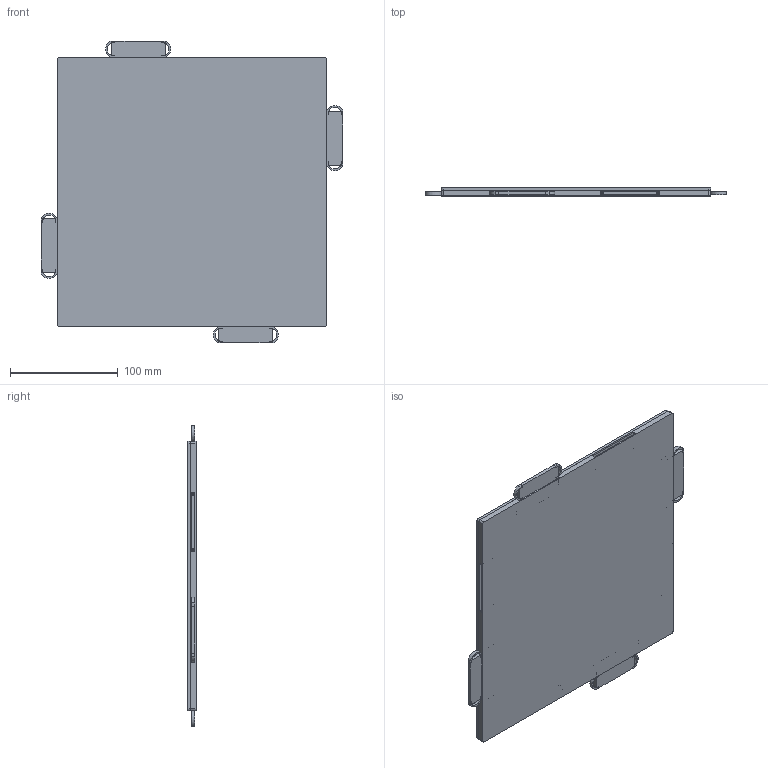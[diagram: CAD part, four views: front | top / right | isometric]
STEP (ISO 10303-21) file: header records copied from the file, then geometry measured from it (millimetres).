
FILE_DESCRIPTION (( 'STEP AP214' ), '1' );
FILE_NAME ('panel_v3.1.STEP', '2021-03-09T22:04:42', ( '' ), ( '' ), 'SwSTEP 2.0', 'SolidWorks 2019', '' );
FILE_SCHEMA (( 'AUTOMOTIVE_DESIGN' ));
Length unit declared in the file: millimetre
Products named in the file (9): tplate_v3.1; finger_joint_assembly_v3.1; metal_detent_v3.1; bplate_v3.1; finger_joint_v3.1; panel_v3.1
Assembly tree (18 placements, depth 3):
  panel_v3.1
    bplate_v3.1
    tplate_v3.1
    finger_joint_assembly_v3.1
      finger_joint_v3.1
      metal_detent_v3.1  x2
    finger_joint_assembly_v3.1
      finger_joint_v3.1
      metal_detent_v3.1  x2
    finger_joint_assembly_v3.1
      finger_joint_v3.1
      metal_detent_v3.1  x2
    finger_joint_assembly_v3.1
      finger_joint_v3.1
      metal_detent_v3.1  x2
Bounding box: 280 x 7.5 x 280 mm (x, y, z)
Volume: 345350.3 mm3; surface area: 275937.8 mm2
Topology: 14 solids, 14 shells, 369 faces, 1020 edges, 680 vertices
Faces by surface type: plane 229, cylinder 140
Entity records: 6868 total; most frequent: DIRECTION 1196, CARTESIAN_POINT 1162, ORIENTED_EDGE 1128, EDGE_CURVE 564, AXIS2_PLACEMENT_3D 410, VERTEX_POINT 376, LINE 376, VECTOR 376
